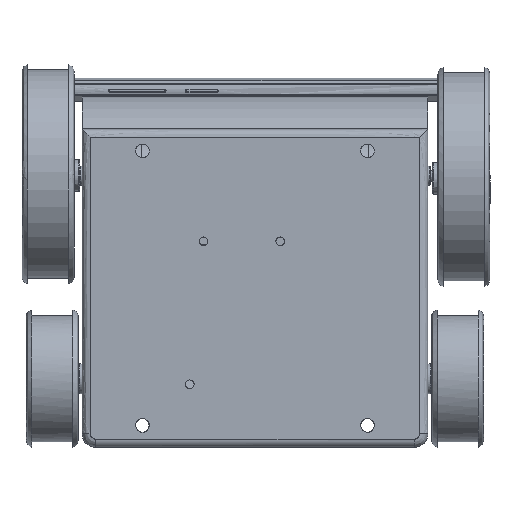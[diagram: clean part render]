
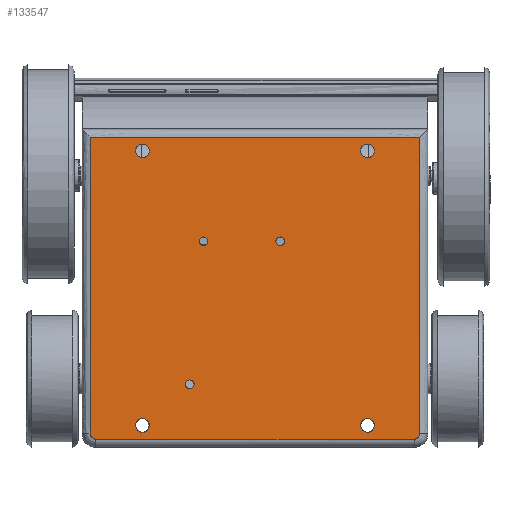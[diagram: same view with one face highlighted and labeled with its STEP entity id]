
A CAD part, front view. The second image highlights one B-rep face of the part: STEP entity #133547.
In plain terms, the highlighted free-form (B-spline) face has degree [1, 1] with [2, 2] control points.
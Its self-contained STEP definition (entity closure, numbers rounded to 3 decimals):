
#133490 = EDGE_CURVE('',#133491,#133493,#133495,.T.);
#133491 = VERTEX_POINT('',#133492);
#133492 = CARTESIAN_POINT('',(70.37,0.,-62.161));
#133493 = VERTEX_POINT('',#133494);
#133494 = CARTESIAN_POINT('',(68.025,0.,-64.506));
#133495 = ( BOUNDED_CURVE() B_SPLINE_CURVE(2,(#133496,#133497,#133498),
.UNSPECIFIED.,.F.,.F.) B_SPLINE_CURVE_WITH_KNOTS((3,3),(5.498,
7.069),.PIECEWISE_BEZIER_KNOTS.) CURVE() 
GEOMETRIC_REPRESENTATION_ITEM() RATIONAL_B_SPLINE_CURVE((1.,
0.707,1.)) REPRESENTATION_ITEM('') );
#133496 = CARTESIAN_POINT('',(70.37,0.,-62.161));
#133497 = CARTESIAN_POINT('',(70.37,0.,-64.506));
#133498 = CARTESIAN_POINT('',(68.025,0.,-64.506));
#133527 = EDGE_CURVE('',#133493,#133528,#133530,.T.);
#133528 = VERTEX_POINT('',#133529);
#133529 = CARTESIAN_POINT('',(-68.025,0.,-64.506));
#133530 = B_SPLINE_CURVE_WITH_KNOTS('',1,(#133531,#133532),
  .UNSPECIFIED.,.F.,.F.,(2,2),(-26.5,89.5),.PIECEWISE_BEZIER_KNOTS.);
#133531 = CARTESIAN_POINT('',(68.025,0.,-64.506));
#133532 = CARTESIAN_POINT('',(-68.025,0.,-64.506));
#133547 = ADVANCED_FACE('',(#133548,#133579,#133593,#133607,#133621,
    #133635,#133649,#133663),#133677,.F.);
#133548 = FACE_BOUND('',#133549,.T.);
#133549 = EDGE_LOOP('',(#133550,#133551,#133558,#133565,#133572,#133578)
  );
#133550 = ORIENTED_EDGE('',*,*,#133490,.F.);
#133551 = ORIENTED_EDGE('',*,*,#133552,.F.);
#133552 = EDGE_CURVE('',#133553,#133491,#133555,.T.);
#133553 = VERTEX_POINT('',#133554);
#133554 = CARTESIAN_POINT('',(70.37,0.,64.506));
#133555 = B_SPLINE_CURVE_WITH_KNOTS('',1,(#133556,#133557),
  .UNSPECIFIED.,.F.,.F.,(2,2),(-26.,82.),.PIECEWISE_BEZIER_KNOTS.);
#133556 = CARTESIAN_POINT('',(70.37,0.,64.506));
#133557 = CARTESIAN_POINT('',(70.37,0.,-62.161));
#133558 = ORIENTED_EDGE('',*,*,#133559,.F.);
#133559 = EDGE_CURVE('',#133560,#133553,#133562,.T.);
#133560 = VERTEX_POINT('',#133561);
#133561 = CARTESIAN_POINT('',(-70.37,0.,64.506));
#133562 = B_SPLINE_CURVE_WITH_KNOTS('',1,(#133563,#133564),
  .UNSPECIFIED.,.F.,.F.,(2,2),(-28.5,91.5),.PIECEWISE_BEZIER_KNOTS.);
#133563 = CARTESIAN_POINT('',(-70.37,0.,64.506));
#133564 = CARTESIAN_POINT('',(70.37,0.,64.506));
#133565 = ORIENTED_EDGE('',*,*,#133566,.F.);
#133566 = EDGE_CURVE('',#133567,#133560,#133569,.T.);
#133567 = VERTEX_POINT('',#133568);
#133568 = CARTESIAN_POINT('',(-70.37,0.,-62.161));
#133569 = B_SPLINE_CURVE_WITH_KNOTS('',1,(#133570,#133571),
  .UNSPECIFIED.,.F.,.F.,(2,2),(-24.,84.),.PIECEWISE_BEZIER_KNOTS.);
#133570 = CARTESIAN_POINT('',(-70.37,0.,-62.161));
#133571 = CARTESIAN_POINT('',(-70.37,0.,64.506));
#133572 = ORIENTED_EDGE('',*,*,#133573,.F.);
#133573 = EDGE_CURVE('',#133528,#133567,#133574,.T.);
#133574 = ( BOUNDED_CURVE() B_SPLINE_CURVE(2,(#133575,#133576,#133577),
.UNSPECIFIED.,.F.,.F.) B_SPLINE_CURVE_WITH_KNOTS((3,3),(5.498,
7.069),.PIECEWISE_BEZIER_KNOTS.) CURVE() 
GEOMETRIC_REPRESENTATION_ITEM() RATIONAL_B_SPLINE_CURVE((1.,
0.707,1.)) REPRESENTATION_ITEM('') );
#133575 = CARTESIAN_POINT('',(-68.025,0.,-64.506));
#133576 = CARTESIAN_POINT('',(-70.37,0.,-64.506));
#133577 = CARTESIAN_POINT('',(-70.37,0.,-62.161));
#133578 = ORIENTED_EDGE('',*,*,#133527,.F.);
#133579 = FACE_BOUND('',#133580,.T.);
#133580 = EDGE_LOOP('',(#133581));
#133581 = ORIENTED_EDGE('',*,*,#133582,.T.);
#133582 = EDGE_CURVE('',#133583,#133583,#133585,.T.);
#133583 = VERTEX_POINT('',#133584);
#133584 = CARTESIAN_POINT('',(-45.154,0.,-58.642));
#133585 = ( BOUNDED_CURVE() B_SPLINE_CURVE(2,(#133586,#133587,#133588,
    #133589,#133590,#133591,#133592),.UNSPECIFIED.,.T.,.F.) 
B_SPLINE_CURVE_WITH_KNOTS((3,2,2,3),(3.142,5.236,
7.33,9.425),.PIECEWISE_BEZIER_KNOTS.) CURVE() 
GEOMETRIC_REPRESENTATION_ITEM() RATIONAL_B_SPLINE_CURVE((1.,0.5,1.,0.5,
1.,0.5,1.)) REPRESENTATION_ITEM('') );
#133586 = CARTESIAN_POINT('',(-45.154,0.,-58.642));
#133587 = CARTESIAN_POINT('',(-45.154,0.,-63.721));
#133588 = CARTESIAN_POINT('',(-49.553,0.,-61.181));
#133589 = CARTESIAN_POINT('',(-53.951,0.,-58.642));
#133590 = CARTESIAN_POINT('',(-49.553,0.,-56.103));
#133591 = CARTESIAN_POINT('',(-45.154,0.,-53.563));
#133592 = CARTESIAN_POINT('',(-45.154,0.,-58.642));
#133593 = FACE_BOUND('',#133594,.T.);
#133594 = EDGE_LOOP('',(#133595));
#133595 = ORIENTED_EDGE('',*,*,#133596,.T.);
#133596 = EDGE_CURVE('',#133597,#133597,#133599,.T.);
#133597 = VERTEX_POINT('',#133598);
#133598 = CARTESIAN_POINT('',(-45.154,0.,58.642));
#133599 = ( BOUNDED_CURVE() B_SPLINE_CURVE(2,(#133600,#133601,#133602,
    #133603,#133604,#133605,#133606),.UNSPECIFIED.,.T.,.F.) 
B_SPLINE_CURVE_WITH_KNOTS((3,2,2,3),(3.142,5.236,
7.33,9.425),.PIECEWISE_BEZIER_KNOTS.) CURVE() 
GEOMETRIC_REPRESENTATION_ITEM() RATIONAL_B_SPLINE_CURVE((1.,0.5,1.,0.5,
1.,0.5,1.)) REPRESENTATION_ITEM('') );
#133600 = CARTESIAN_POINT('',(-45.154,0.,58.642));
#133601 = CARTESIAN_POINT('',(-45.154,0.,53.563));
#133602 = CARTESIAN_POINT('',(-49.553,0.,56.103));
#133603 = CARTESIAN_POINT('',(-53.951,0.,58.642));
#133604 = CARTESIAN_POINT('',(-49.553,0.,61.181));
#133605 = CARTESIAN_POINT('',(-45.154,0.,63.721));
#133606 = CARTESIAN_POINT('',(-45.154,0.,58.642));
#133607 = FACE_BOUND('',#133608,.T.);
#133608 = EDGE_LOOP('',(#133609));
#133609 = ORIENTED_EDGE('',*,*,#133610,.T.);
#133610 = EDGE_CURVE('',#133611,#133611,#133613,.T.);
#133611 = VERTEX_POINT('',#133612);
#133612 = CARTESIAN_POINT('',(51.019,0.,-58.642));
#133613 = ( BOUNDED_CURVE() B_SPLINE_CURVE(2,(#133614,#133615,#133616,
    #133617,#133618,#133619,#133620),.UNSPECIFIED.,.T.,.F.) 
B_SPLINE_CURVE_WITH_KNOTS((3,2,2,3),(3.142,5.236,
7.33,9.425),.PIECEWISE_BEZIER_KNOTS.) CURVE() 
GEOMETRIC_REPRESENTATION_ITEM() RATIONAL_B_SPLINE_CURVE((1.,0.5,1.,0.5,
1.,0.5,1.)) REPRESENTATION_ITEM('') );
#133614 = CARTESIAN_POINT('',(51.019,0.,-58.642));
#133615 = CARTESIAN_POINT('',(51.019,0.,-63.721));
#133616 = CARTESIAN_POINT('',(46.62,0.,-61.181));
#133617 = CARTESIAN_POINT('',(42.222,0.,-58.642));
#133618 = CARTESIAN_POINT('',(46.62,0.,-56.103));
#133619 = CARTESIAN_POINT('',(51.019,0.,-53.563));
#133620 = CARTESIAN_POINT('',(51.019,0.,-58.642));
#133621 = FACE_BOUND('',#133622,.T.);
#133622 = EDGE_LOOP('',(#133623));
#133623 = ORIENTED_EDGE('',*,*,#133624,.T.);
#133624 = EDGE_CURVE('',#133625,#133625,#133627,.T.);
#133625 = VERTEX_POINT('',#133626);
#133626 = CARTESIAN_POINT('',(51.019,0.,58.642));
#133627 = ( BOUNDED_CURVE() B_SPLINE_CURVE(2,(#133628,#133629,#133630,
    #133631,#133632,#133633,#133634),.UNSPECIFIED.,.T.,.F.) 
B_SPLINE_CURVE_WITH_KNOTS((3,2,2,3),(3.142,5.236,
7.33,9.425),.PIECEWISE_BEZIER_KNOTS.) CURVE() 
GEOMETRIC_REPRESENTATION_ITEM() RATIONAL_B_SPLINE_CURVE((1.,0.5,1.,0.5,
1.,0.5,1.)) REPRESENTATION_ITEM('') );
#133628 = CARTESIAN_POINT('',(51.019,0.,58.642));
#133629 = CARTESIAN_POINT('',(51.019,0.,53.563));
#133630 = CARTESIAN_POINT('',(46.62,0.,56.103));
#133631 = CARTESIAN_POINT('',(42.222,0.,58.642));
#133632 = CARTESIAN_POINT('',(46.62,0.,61.181));
#133633 = CARTESIAN_POINT('',(51.019,0.,63.721));
#133634 = CARTESIAN_POINT('',(51.019,0.,58.642));
#133635 = FACE_BOUND('',#133636,.T.);
#133636 = EDGE_LOOP('',(#133637));
#133637 = ORIENTED_EDGE('',*,*,#133638,.T.);
#133638 = EDGE_CURVE('',#133639,#133639,#133641,.T.);
#133639 = VERTEX_POINT('',#133640);
#133640 = CARTESIAN_POINT('',(-29.784,0.,-41.084));
#133641 = ( BOUNDED_CURVE() B_SPLINE_CURVE(2,(#133642,#133643,#133644,
    #133645,#133646,#133647,#133648),.UNSPECIFIED.,.T.,.F.) 
B_SPLINE_CURVE_WITH_KNOTS((3,2,2,3),(3.142,5.236,
7.33,9.425),.PIECEWISE_BEZIER_KNOTS.) CURVE() 
GEOMETRIC_REPRESENTATION_ITEM() RATIONAL_B_SPLINE_CURVE((1.,0.5,1.,0.5,
1.,0.5,1.)) REPRESENTATION_ITEM('') );
#133642 = CARTESIAN_POINT('',(-29.784,0.,-41.084));
#133643 = CARTESIAN_POINT('',(-29.784,0.,-37.834));
#133644 = CARTESIAN_POINT('',(-26.969,0.,-39.459));
#133645 = CARTESIAN_POINT('',(-24.154,0.,-41.084));
#133646 = CARTESIAN_POINT('',(-26.969,0.,-42.709));
#133647 = CARTESIAN_POINT('',(-29.784,0.,-44.335));
#133648 = CARTESIAN_POINT('',(-29.784,0.,-41.084));
#133649 = FACE_BOUND('',#133650,.T.);
#133650 = EDGE_LOOP('',(#133651));
#133651 = ORIENTED_EDGE('',*,*,#133652,.T.);
#133652 = EDGE_CURVE('',#133653,#133653,#133655,.T.);
#133653 = VERTEX_POINT('',#133654);
#133654 = CARTESIAN_POINT('',(-23.826,0.,19.986));
#133655 = ( BOUNDED_CURVE() B_SPLINE_CURVE(2,(#133656,#133657,#133658,
    #133659,#133660,#133661,#133662),.UNSPECIFIED.,.T.,.F.) 
B_SPLINE_CURVE_WITH_KNOTS((3,2,2,3),(3.142,5.236,
7.33,9.425),.PIECEWISE_BEZIER_KNOTS.) CURVE() 
GEOMETRIC_REPRESENTATION_ITEM() RATIONAL_B_SPLINE_CURVE((1.,0.5,1.,0.5,
1.,0.5,1.)) REPRESENTATION_ITEM('') );
#133656 = CARTESIAN_POINT('',(-23.826,0.,19.986));
#133657 = CARTESIAN_POINT('',(-23.826,0.,23.236));
#133658 = CARTESIAN_POINT('',(-21.011,0.,21.611));
#133659 = CARTESIAN_POINT('',(-18.196,0.,19.986));
#133660 = CARTESIAN_POINT('',(-21.011,0.,18.36));
#133661 = CARTESIAN_POINT('',(-23.826,0.,16.735));
#133662 = CARTESIAN_POINT('',(-23.826,0.,19.986));
#133663 = FACE_BOUND('',#133664,.T.);
#133664 = EDGE_LOOP('',(#133665));
#133665 = ORIENTED_EDGE('',*,*,#133666,.T.);
#133666 = EDGE_CURVE('',#133667,#133667,#133669,.T.);
#133667 = VERTEX_POINT('',#133668);
#133668 = CARTESIAN_POINT('',(8.943,0.,19.986));
#133669 = ( BOUNDED_CURVE() B_SPLINE_CURVE(2,(#133670,#133671,#133672,
    #133673,#133674,#133675,#133676),.UNSPECIFIED.,.T.,.F.) 
B_SPLINE_CURVE_WITH_KNOTS((3,2,2,3),(3.142,5.236,
7.33,9.425),.PIECEWISE_BEZIER_KNOTS.) CURVE() 
GEOMETRIC_REPRESENTATION_ITEM() RATIONAL_B_SPLINE_CURVE((1.,0.5,1.,0.5,
1.,0.5,1.)) REPRESENTATION_ITEM('') );
#133670 = CARTESIAN_POINT('',(8.943,0.,19.986));
#133671 = CARTESIAN_POINT('',(8.943,0.,23.236));
#133672 = CARTESIAN_POINT('',(11.758,0.,21.611));
#133673 = CARTESIAN_POINT('',(14.573,0.,19.986));
#133674 = CARTESIAN_POINT('',(11.758,0.,18.36));
#133675 = CARTESIAN_POINT('',(8.943,0.,16.735));
#133676 = CARTESIAN_POINT('',(8.943,0.,19.986));
#133677 = B_SPLINE_SURFACE_WITH_KNOTS('',1,1,(
    (#133678,#133679)
    ,(#133680,#133681
  )),.UNSPECIFIED.,.F.,.F.,.F.,(2,2),(2,2),(-60.,60.),(-55.,55.),
  .PIECEWISE_BEZIER_KNOTS.);
#133678 = CARTESIAN_POINT('',(-70.37,0.,64.506));
#133679 = CARTESIAN_POINT('',(-70.37,0.,-64.506));
#133680 = CARTESIAN_POINT('',(70.37,0.,64.506));
#133681 = CARTESIAN_POINT('',(70.37,0.,-64.506));
